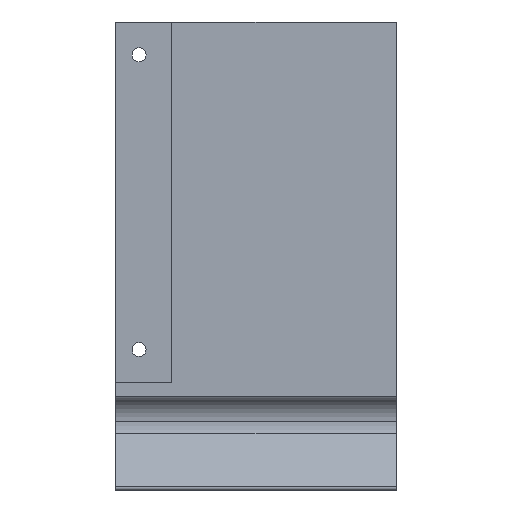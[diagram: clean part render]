
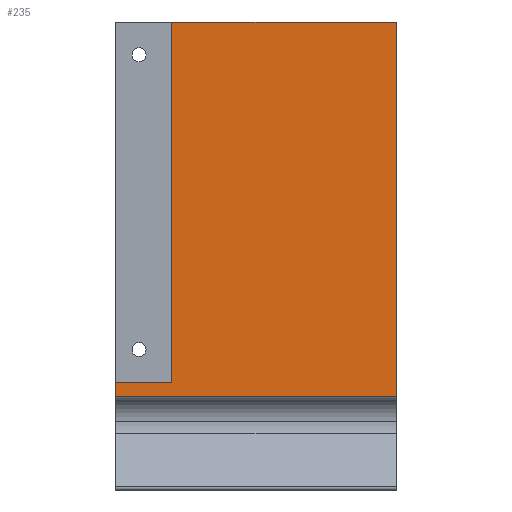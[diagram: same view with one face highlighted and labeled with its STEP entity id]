
A CAD part, top view. The second image highlights one B-rep face of the part: STEP entity #235.
In plain terms, the highlighted planar face has unit normal (0, 0, 1).
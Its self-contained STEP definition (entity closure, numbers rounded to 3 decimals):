
#26 = LINE ( 'NONE', #405, #968 ) ;
#65 = DIRECTION ( 'NONE',  ( 0., 0., -1. ) ) ;
#94 = DIRECTION ( 'NONE',  ( 0., -1., 0. ) ) ;
#171 = VERTEX_POINT ( 'NONE', #328 ) ;
#173 = PLANE ( 'NONE',  #595 ) ;
#233 = VERTEX_POINT ( 'NONE', #1109 ) ;
#235 = ADVANCED_FACE ( 'NONE', ( #924 ), #173, .F. ) ;
#252 = DIRECTION ( 'NONE',  ( 1., 0., 0. ) ) ;
#262 = LINE ( 'NONE', #354, #836 ) ;
#270 = CARTESIAN_POINT ( 'NONE',  ( -95.697, 0., -4.556 ) ) ;
#277 = LINE ( 'NONE', #1110, #645 ) ;
#289 = EDGE_CURVE ( 'NONE', #788, #233, #262, .T. ) ;
#292 = ORIENTED_EDGE ( 'NONE', *, *, #289, .F. ) ;
#298 = VECTOR ( 'NONE', #974, 1000. ) ;
#308 = VERTEX_POINT ( 'NONE', #814 ) ;
#309 = CARTESIAN_POINT ( 'NONE',  ( -95.697, 3., -4.556 ) ) ;
#328 = CARTESIAN_POINT ( 'NONE',  ( -35.697, 80., -4.556 ) ) ;
#337 = VERTEX_POINT ( 'NONE', #270 ) ;
#351 = CARTESIAN_POINT ( 'NONE',  ( -35.697, 0., -4.556 ) ) ;
#354 = CARTESIAN_POINT ( 'NONE',  ( 0., 3., -4.556 ) ) ;
#384 = ORIENTED_EDGE ( 'NONE', *, *, #1151, .T. ) ;
#398 = EDGE_CURVE ( 'NONE', #308, #233, #902, .T. ) ;
#405 = CARTESIAN_POINT ( 'NONE',  ( -95.697, 3., -4.556 ) ) ;
#459 = EDGE_CURVE ( 'NONE', #171, #867, #885, .T. ) ;
#491 = VECTOR ( 'NONE', #1086, 1000. ) ;
#531 = EDGE_CURVE ( 'NONE', #788, #337, #26, .T. ) ;
#595 = AXIS2_PLACEMENT_3D ( 'NONE', #1018, #65, #642 ) ;
#642 = DIRECTION ( 'NONE',  ( -1., 0., 0. ) ) ;
#645 = VECTOR ( 'NONE', #654, 1000. ) ;
#654 = DIRECTION ( 'NONE',  ( 1., 0., 0. ) ) ;
#703 = CARTESIAN_POINT ( 'NONE',  ( -35.697, 80., -4.556 ) ) ;
#727 = ORIENTED_EDGE ( 'NONE', *, *, #398, .T. ) ;
#741 = LINE ( 'NONE', #845, #1106 ) ;
#788 = VERTEX_POINT ( 'NONE', #309 ) ;
#814 = CARTESIAN_POINT ( 'NONE',  ( -83.697, 80., -4.556 ) ) ;
#836 = VECTOR ( 'NONE', #252, 1000. ) ;
#839 = EDGE_CURVE ( 'NONE', #308, #171, #741, .T. ) ;
#845 = CARTESIAN_POINT ( 'NONE',  ( 0., 80., -4.556 ) ) ;
#867 = VERTEX_POINT ( 'NONE', #351 ) ;
#885 = LINE ( 'NONE', #703, #491 ) ;
#892 = ORIENTED_EDGE ( 'NONE', *, *, #839, .F. ) ;
#902 = LINE ( 'NONE', #1078, #298 ) ;
#924 = FACE_OUTER_BOUND ( 'NONE', #1072, .T. ) ;
#968 = VECTOR ( 'NONE', #94, 1000. ) ;
#974 = DIRECTION ( 'NONE',  ( 0., -1., 0. ) ) ;
#1018 = CARTESIAN_POINT ( 'NONE',  ( 0., 80., -4.556 ) ) ;
#1072 = EDGE_LOOP ( 'NONE', ( #384, #1130, #892, #727, #292, #1157 ) ) ;
#1078 = CARTESIAN_POINT ( 'NONE',  ( -83.697, 80., -4.556 ) ) ;
#1086 = DIRECTION ( 'NONE',  ( 0., -1., 0. ) ) ;
#1106 = VECTOR ( 'NONE', #1108, 1000. ) ;
#1108 = DIRECTION ( 'NONE',  ( 1., 0., 0. ) ) ;
#1109 = CARTESIAN_POINT ( 'NONE',  ( -83.697, 3., -4.556 ) ) ;
#1110 = CARTESIAN_POINT ( 'NONE',  ( 0., 0., -4.556 ) ) ;
#1130 = ORIENTED_EDGE ( 'NONE', *, *, #459, .F. ) ;
#1151 = EDGE_CURVE ( 'NONE', #337, #867, #277, .T. ) ;
#1157 = ORIENTED_EDGE ( 'NONE', *, *, #531, .T. ) ;
